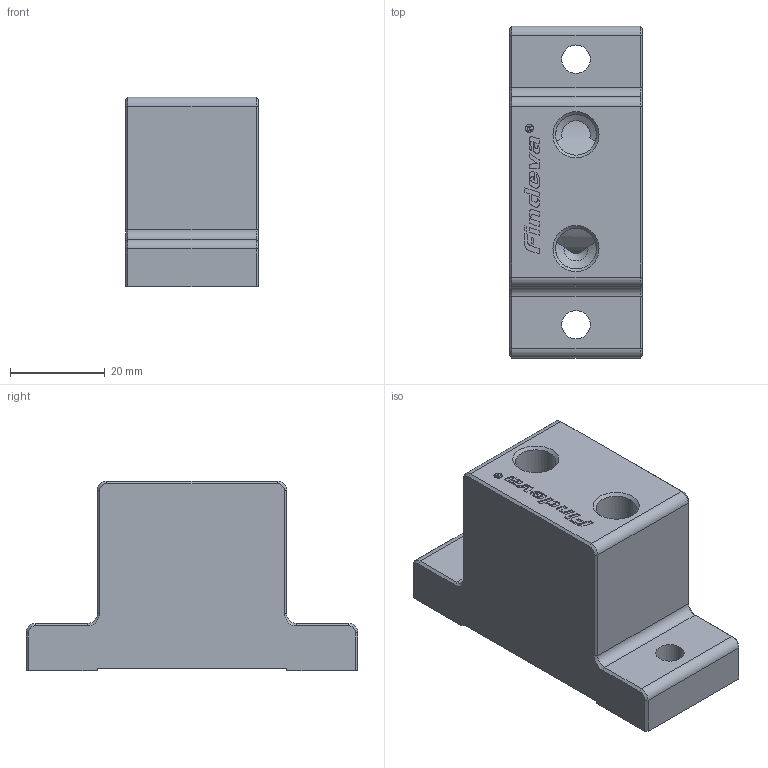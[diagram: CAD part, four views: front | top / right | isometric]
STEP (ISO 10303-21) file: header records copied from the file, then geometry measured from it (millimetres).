
FILE_DESCRIPTION((''),'2;1');
FILE_NAME('8004-00-M.stp','2012-03-28T23:05:58',('Petr'),(''),'Autodesk Inventor 2011','Autodesk Inventor 2011','');
FILE_SCHEMA(('CONFIG_CONTROL_DESIGN'));
Length unit declared in the file: millimetre
Products named in the file (1): 8004-00-M
Bounding box: 28 x 70 x 40 mm (x, y, z)
Volume: 50591.5 mm3; surface area: 10731.1 mm2
Topology: 1 solids, 1 shells, 254 faces, 654 edges, 430 vertices
Faces by surface type: plane 164, cylinder 63, cone 18, bspline 8, torus 1
Full cylindrical faces by diameter (mm): 1.609 x1, 1.789 x1, 4.1 x6, 6 x2, 8.566 x2, 17 x1
Entity records: 7832 total; most frequent: CARTESIAN_POINT 1533, ORIENTED_EDGE 1252, DIRECTION 1235, EDGE_CURVE 626, VECTOR 463, LINE 463, VERTEX_POINT 419, AXIS2_PLACEMENT_3D 386
